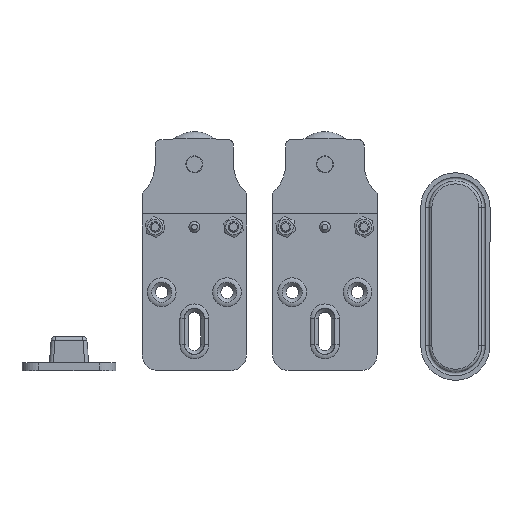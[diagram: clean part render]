
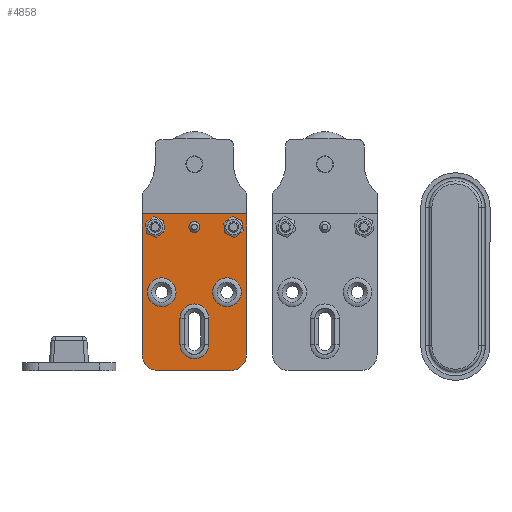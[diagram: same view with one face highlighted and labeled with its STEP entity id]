
A CAD part, front view. The second image highlights one B-rep face of the part: STEP entity #4858.
In plain terms, the highlighted face is planar.
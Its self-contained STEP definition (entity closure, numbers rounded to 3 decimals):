
#205=FACE_BOUND('',#851,.T.);
#206=FACE_BOUND('',#852,.T.);
#207=FACE_BOUND('',#853,.T.);
#208=FACE_BOUND('',#854,.T.);
#209=FACE_BOUND('',#855,.T.);
#210=FACE_BOUND('',#856,.T.);
#271=PLANE('',#5549);
#533=FACE_OUTER_BOUND('',#850,.T.);
#850=EDGE_LOOP('',(#3702,#3703,#3704,#3705,#3706,#3707));
#851=EDGE_LOOP('',(#3708,#3709,#3710,#3711));
#852=EDGE_LOOP('',(#3712,#3713));
#853=EDGE_LOOP('',(#3714,#3715));
#854=EDGE_LOOP('',(#3716,#3717));
#855=EDGE_LOOP('',(#3718,#3719));
#856=EDGE_LOOP('',(#3720,#3721));
#1161=LINE('',#8042,#1490);
#1162=LINE('',#8052,#1491);
#1176=LINE('',#8133,#1505);
#1179=LINE('',#8142,#1508);
#1181=LINE('',#8145,#1510);
#1182=LINE('',#8147,#1511);
#1490=VECTOR('',#6409,10.);
#1491=VECTOR('',#6424,10.);
#1505=VECTOR('',#6522,10.);
#1508=VECTOR('',#6531,10.);
#1510=VECTOR('',#6535,10.);
#1511=VECTOR('',#6538,10.);
#1818=CIRCLE('',#5497,5.5);
#1820=CIRCLE('',#5500,5.5);
#1830=CIRCLE('',#5518,5.5);
#1831=CIRCLE('',#5519,5.5);
#1833=CIRCLE('',#5522,5.5);
#1834=CIRCLE('',#5523,5.5);
#1835=CIRCLE('',#5525,2.1);
#1836=CIRCLE('',#5526,2.1);
#1837=CIRCLE('',#5528,3.);
#1838=CIRCLE('',#5529,3.);
#1841=CIRCLE('',#5534,3.);
#1842=CIRCLE('',#5535,3.);
#1845=CIRCLE('',#5542,6.);
#1846=CIRCLE('',#5545,6.);
#2201=VERTEX_POINT('',#8038);
#2202=VERTEX_POINT('',#8040);
#2203=VERTEX_POINT('',#8044);
#2204=VERTEX_POINT('',#8048);
#2213=VERTEX_POINT('',#8080);
#2214=VERTEX_POINT('',#8082);
#2215=VERTEX_POINT('',#8086);
#2216=VERTEX_POINT('',#8088);
#2217=VERTEX_POINT('',#8092);
#2218=VERTEX_POINT('',#8093);
#2219=VERTEX_POINT('',#8098);
#2220=VERTEX_POINT('',#8099);
#2223=VERTEX_POINT('',#8110);
#2224=VERTEX_POINT('',#8111);
#2227=VERTEX_POINT('',#8125);
#2228=VERTEX_POINT('',#8126);
#2229=VERTEX_POINT('',#8131);
#2230=VERTEX_POINT('',#8135);
#2231=VERTEX_POINT('',#8136);
#2232=VERTEX_POINT('',#8141);
#2723=EDGE_CURVE('',#2201,#2202,#1161,.T.);
#2725=EDGE_CURVE('',#2203,#2201,#1818,.T.);
#2727=EDGE_CURVE('',#2202,#2204,#1820,.T.);
#2728=EDGE_CURVE('',#2204,#2203,#1162,.T.);
#2742=EDGE_CURVE('',#2214,#2213,#1830,.T.);
#2743=EDGE_CURVE('',#2213,#2214,#1831,.T.);
#2745=EDGE_CURVE('',#2216,#2215,#1833,.T.);
#2746=EDGE_CURVE('',#2215,#2216,#1834,.T.);
#2747=EDGE_CURVE('',#2217,#2218,#1835,.T.);
#2748=EDGE_CURVE('',#2218,#2217,#1836,.T.);
#2750=EDGE_CURVE('',#2219,#2220,#1837,.T.);
#2751=EDGE_CURVE('',#2220,#2219,#1838,.T.);
#2756=EDGE_CURVE('',#2223,#2224,#1841,.T.);
#2757=EDGE_CURVE('',#2224,#2223,#1842,.T.);
#2763=EDGE_CURVE('',#2227,#2228,#1845,.T.);
#2767=EDGE_CURVE('',#2229,#2227,#1176,.T.);
#2768=EDGE_CURVE('',#2230,#2231,#1846,.T.);
#2771=EDGE_CURVE('',#2231,#2232,#1179,.T.);
#2773=EDGE_CURVE('',#2228,#2230,#1181,.T.);
#2774=EDGE_CURVE('',#2232,#2229,#1182,.T.);
#3702=ORIENTED_EDGE('',*,*,#2763,.F.);
#3703=ORIENTED_EDGE('',*,*,#2767,.F.);
#3704=ORIENTED_EDGE('',*,*,#2774,.F.);
#3705=ORIENTED_EDGE('',*,*,#2771,.F.);
#3706=ORIENTED_EDGE('',*,*,#2768,.F.);
#3707=ORIENTED_EDGE('',*,*,#2773,.F.);
#3708=ORIENTED_EDGE('',*,*,#2723,.T.);
#3709=ORIENTED_EDGE('',*,*,#2727,.T.);
#3710=ORIENTED_EDGE('',*,*,#2728,.T.);
#3711=ORIENTED_EDGE('',*,*,#2725,.T.);
#3712=ORIENTED_EDGE('',*,*,#2745,.T.);
#3713=ORIENTED_EDGE('',*,*,#2746,.T.);
#3714=ORIENTED_EDGE('',*,*,#2742,.T.);
#3715=ORIENTED_EDGE('',*,*,#2743,.T.);
#3716=ORIENTED_EDGE('',*,*,#2747,.T.);
#3717=ORIENTED_EDGE('',*,*,#2748,.T.);
#3718=ORIENTED_EDGE('',*,*,#2750,.T.);
#3719=ORIENTED_EDGE('',*,*,#2751,.T.);
#3720=ORIENTED_EDGE('',*,*,#2756,.T.);
#3721=ORIENTED_EDGE('',*,*,#2757,.T.);
#4858=ADVANCED_FACE('',(#533,#205,#206,#207,#208,#209,#210),#271,.T.);
#5497=AXIS2_PLACEMENT_3D('',#8046,#6414,#6415);
#5500=AXIS2_PLACEMENT_3D('',#8050,#6420,#6421);
#5518=AXIS2_PLACEMENT_3D('',#8083,#6461,#6462);
#5519=AXIS2_PLACEMENT_3D('',#8084,#6463,#6464);
#5522=AXIS2_PLACEMENT_3D('',#8089,#6469,#6470);
#5523=AXIS2_PLACEMENT_3D('',#8090,#6471,#6472);
#5525=AXIS2_PLACEMENT_3D('',#8094,#6475,#6476);
#5526=AXIS2_PLACEMENT_3D('',#8095,#6477,#6478);
#5528=AXIS2_PLACEMENT_3D('',#8100,#6482,#6483);
#5529=AXIS2_PLACEMENT_3D('',#8101,#6484,#6485);
#5534=AXIS2_PLACEMENT_3D('',#8112,#6496,#6497);
#5535=AXIS2_PLACEMENT_3D('',#8113,#6498,#6499);
#5542=AXIS2_PLACEMENT_3D('',#8127,#6515,#6516);
#5545=AXIS2_PLACEMENT_3D('',#8137,#6525,#6526);
#5549=AXIS2_PLACEMENT_3D('',#8148,#6539,#6540);
#6409=DIRECTION('',(0.,-1.,0.));
#6414=DIRECTION('center_axis',(0.,0.,-1.));
#6415=DIRECTION('ref_axis',(1.,0.,0.));
#6420=DIRECTION('center_axis',(0.,0.,-1.));
#6421=DIRECTION('ref_axis',(-1.,0.,0.));
#6424=DIRECTION('',(0.,1.,0.));
#6461=DIRECTION('center_axis',(0.,0.,-1.));
#6462=DIRECTION('ref_axis',(-1.,0.,0.));
#6463=DIRECTION('center_axis',(0.,0.,-1.));
#6464=DIRECTION('ref_axis',(-1.,0.,0.));
#6469=DIRECTION('center_axis',(0.,0.,-1.));
#6470=DIRECTION('ref_axis',(-1.,0.,0.));
#6471=DIRECTION('center_axis',(0.,0.,-1.));
#6472=DIRECTION('ref_axis',(-1.,0.,0.));
#6475=DIRECTION('center_axis',(0.,0.,-1.));
#6476=DIRECTION('ref_axis',(1.,0.,0.));
#6477=DIRECTION('center_axis',(0.,0.,-1.));
#6478=DIRECTION('ref_axis',(1.,0.,0.));
#6482=DIRECTION('center_axis',(0.,0.,-1.));
#6483=DIRECTION('ref_axis',(1.,0.,0.));
#6484=DIRECTION('center_axis',(0.,0.,-1.));
#6485=DIRECTION('ref_axis',(1.,0.,0.));
#6496=DIRECTION('center_axis',(0.,0.,-1.));
#6497=DIRECTION('ref_axis',(1.,0.,0.));
#6498=DIRECTION('center_axis',(0.,0.,-1.));
#6499=DIRECTION('ref_axis',(1.,0.,0.));
#6515=DIRECTION('center_axis',(0.,0.,-1.));
#6516=DIRECTION('ref_axis',(0.707,-0.707,0.));
#6522=DIRECTION('',(0.,-1.,0.));
#6525=DIRECTION('center_axis',(0.,0.,-1.));
#6526=DIRECTION('ref_axis',(-0.707,-0.707,0.));
#6531=DIRECTION('',(0.,1.,0.));
#6535=DIRECTION('',(-1.,0.,0.));
#6538=DIRECTION('',(1.,0.,0.));
#6539=DIRECTION('center_axis',(0.,0.,1.));
#6540=DIRECTION('ref_axis',(1.,0.,0.));
#8038=CARTESIAN_POINT('',(3.82,1.03,2.5));
#8040=CARTESIAN_POINT('',(3.82,-8.97,2.5));
#8042=CARTESIAN_POINT('',(3.82,6.03,2.5));
#8044=CARTESIAN_POINT('',(-7.18,1.03,2.5));
#8046=CARTESIAN_POINT('Origin',(-1.68,1.03,2.5));
#8048=CARTESIAN_POINT('',(-7.18,-8.97,2.5));
#8050=CARTESIAN_POINT('Origin',(-1.68,-8.97,2.5));
#8052=CARTESIAN_POINT('',(-7.18,1.03,2.5));
#8080=CARTESIAN_POINT('',(5.32,11.03,2.5));
#8082=CARTESIAN_POINT('',(16.32,11.03,2.5));
#8083=CARTESIAN_POINT('Origin',(10.82,11.03,2.5));
#8084=CARTESIAN_POINT('Origin',(10.82,11.03,2.5));
#8086=CARTESIAN_POINT('',(-19.68,11.03,2.5));
#8088=CARTESIAN_POINT('',(-8.68,11.03,2.5));
#8089=CARTESIAN_POINT('Origin',(-14.18,11.03,2.5));
#8090=CARTESIAN_POINT('Origin',(-14.18,11.03,2.5));
#8092=CARTESIAN_POINT('',(0.42,36.03,2.5));
#8093=CARTESIAN_POINT('',(-3.78,36.03,2.5));
#8094=CARTESIAN_POINT('Origin',(-1.68,36.03,2.5));
#8095=CARTESIAN_POINT('Origin',(-1.68,36.03,2.5));
#8098=CARTESIAN_POINT('',(-13.68,36.03,2.5));
#8099=CARTESIAN_POINT('',(-19.68,36.03,2.5));
#8100=CARTESIAN_POINT('Origin',(-16.68,36.03,2.5));
#8101=CARTESIAN_POINT('Origin',(-16.68,36.03,2.5));
#8110=CARTESIAN_POINT('',(16.32,36.03,2.5));
#8111=CARTESIAN_POINT('',(10.32,36.03,2.5));
#8112=CARTESIAN_POINT('Origin',(13.32,36.03,2.5));
#8113=CARTESIAN_POINT('Origin',(13.32,36.03,2.5));
#8125=CARTESIAN_POINT('',(18.32,-12.97,2.5));
#8126=CARTESIAN_POINT('',(12.32,-18.97,2.5));
#8127=CARTESIAN_POINT('Origin',(12.32,-12.97,2.5));
#8131=CARTESIAN_POINT('',(18.32,41.03,2.5));
#8133=CARTESIAN_POINT('',(18.32,41.03,2.5));
#8135=CARTESIAN_POINT('',(-15.68,-18.97,2.5));
#8136=CARTESIAN_POINT('',(-21.68,-12.97,2.5));
#8137=CARTESIAN_POINT('Origin',(-15.68,-12.97,2.5));
#8141=CARTESIAN_POINT('',(-21.68,41.03,2.5));
#8142=CARTESIAN_POINT('',(-21.68,-18.97,2.5));
#8145=CARTESIAN_POINT('',(18.32,-18.97,2.5));
#8147=CARTESIAN_POINT('',(-21.68,41.03,2.5));
#8148=CARTESIAN_POINT('Origin',(-1.68,11.03,2.5));
